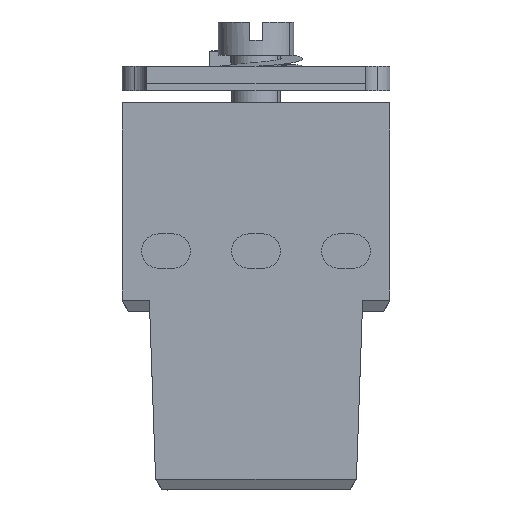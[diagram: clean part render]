
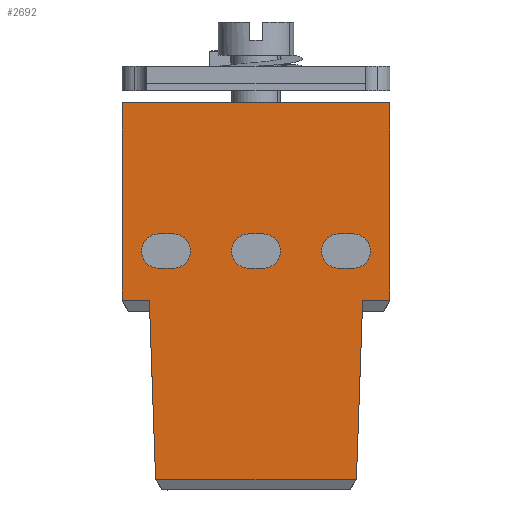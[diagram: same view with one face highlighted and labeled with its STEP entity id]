
A CAD part, front view. The second image highlights one B-rep face of the part: STEP entity #2692.
In plain terms, the highlighted planar face has unit normal (0, -1, 0).
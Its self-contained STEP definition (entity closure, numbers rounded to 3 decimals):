
#1308=AXIS2_PLACEMENT_3D('Circle Axis2P3D',#1306,#1307,$) ;
#1361=AXIS2_PLACEMENT_3D('Circle Axis2P3D',#1359,#1360,$) ;
#1427=AXIS2_PLACEMENT_3D('Circle Axis2P3D',#1425,#1426,$) ;
#1475=AXIS2_PLACEMENT_3D('Circle Axis2P3D',#1473,#1474,$) ;
#1506=AXIS2_PLACEMENT_3D('Circle Axis2P3D',#1504,#1505,$) ;
#1572=AXIS2_PLACEMENT_3D('Circle Axis2P3D',#1570,#1571,$) ;
#2634=AXIS2_PLACEMENT_3D('Plane Axis2P3D',#2631,#2632,#2633) ;
#691=CARTESIAN_POINT('Vertex',(0.,1.85,31.6)) ;
#694=CARTESIAN_POINT('Line Origine',(10.925,1.85,31.6)) ;
#698=CARTESIAN_POINT('Vertex',(21.85,1.85,31.6)) ;
#1261=CARTESIAN_POINT('Vertex',(18.875,1.85,20.9)) ;
#1266=CARTESIAN_POINT('Line Origine',(18.275,1.85,20.9)) ;
#1270=CARTESIAN_POINT('Vertex',(17.675,1.85,20.9)) ;
#1301=CARTESIAN_POINT('Vertex',(18.875,1.85,18.1)) ;
#1306=CARTESIAN_POINT('Axis2P3D Location',(18.875,1.85,19.5)) ;
#1332=CARTESIAN_POINT('Vertex',(17.675,1.85,18.1)) ;
#1337=CARTESIAN_POINT('Line Origine',(18.275,1.85,18.1)) ;
#1359=CARTESIAN_POINT('Axis2P3D Location',(17.675,1.85,19.5)) ;
#1380=CARTESIAN_POINT('Vertex',(11.525,1.85,20.9)) ;
#1385=CARTESIAN_POINT('Line Origine',(10.925,1.85,20.9)) ;
#1389=CARTESIAN_POINT('Vertex',(10.325,1.85,20.9)) ;
#1420=CARTESIAN_POINT('Vertex',(11.525,1.85,18.1)) ;
#1425=CARTESIAN_POINT('Axis2P3D Location',(11.525,1.85,19.5)) ;
#1446=CARTESIAN_POINT('Vertex',(10.325,1.85,18.1)) ;
#1451=CARTESIAN_POINT('Line Origine',(10.925,1.85,18.1)) ;
#1473=CARTESIAN_POINT('Axis2P3D Location',(10.325,1.85,19.5)) ;
#1499=CARTESIAN_POINT('Vertex',(4.175,1.85,18.1)) ;
#1504=CARTESIAN_POINT('Axis2P3D Location',(4.175,1.85,19.5)) ;
#1508=CARTESIAN_POINT('Vertex',(4.175,1.85,20.9)) ;
#1534=CARTESIAN_POINT('Vertex',(2.975,1.85,18.1)) ;
#1539=CARTESIAN_POINT('Line Origine',(3.575,1.85,18.1)) ;
#1565=CARTESIAN_POINT('Vertex',(2.975,1.85,20.9)) ;
#1570=CARTESIAN_POINT('Axis2P3D Location',(2.975,1.85,19.5)) ;
#1587=CARTESIAN_POINT('Line Origine',(3.575,1.85,20.9)) ;
#1612=CARTESIAN_POINT('Vertex',(2.76,1.85,0.866)) ;
#1627=CARTESIAN_POINT('Vertex',(19.09,1.85,0.866)) ;
#1630=CARTESIAN_POINT('Line Origine',(10.925,1.85,0.866)) ;
#2412=CARTESIAN_POINT('Vertex',(0.,1.85,15.466)) ;
#2415=CARTESIAN_POINT('Line Origine',(0.,1.85,15.983)) ;
#2419=CARTESIAN_POINT('Vertex',(0.,1.85,16.5)) ;
#2423=CARTESIAN_POINT('Control Point',(0.,1.85,31.6)) ;
#2424=CARTESIAN_POINT('Control Point',(0.,1.85,16.5)) ;
#2457=CARTESIAN_POINT('Control Point',(21.85,1.85,16.5)) ;
#2458=CARTESIAN_POINT('Control Point',(21.85,1.85,31.6)) ;
#2459=CARTESIAN_POINT('Vertex',(21.85,1.85,16.5)) ;
#2462=CARTESIAN_POINT('Line Origine',(21.85,1.85,15.983)) ;
#2466=CARTESIAN_POINT('Vertex',(21.85,1.85,15.466)) ;
#2559=CARTESIAN_POINT('Control Point',(2.76,1.85,0.866)) ;
#2560=CARTESIAN_POINT('Control Point',(2.728,1.85,0.922)) ;
#2561=CARTESIAN_POINT('Vertex',(2.728,1.85,0.922)) ;
#2598=CARTESIAN_POINT('Control Point',(19.09,1.85,0.866)) ;
#2599=CARTESIAN_POINT('Control Point',(19.122,1.85,0.922)) ;
#2600=CARTESIAN_POINT('Vertex',(19.122,1.85,0.922)) ;
#2631=CARTESIAN_POINT('Axis2P3D Location',(3.575,1.85,-2.25)) ;
#2636=CARTESIAN_POINT('Line Origine',(1.11,1.85,15.466)) ;
#2640=CARTESIAN_POINT('Vertex',(2.22,1.85,15.466)) ;
#2643=CARTESIAN_POINT('Line Origine',(2.474,1.85,8.194)) ;
#2648=CARTESIAN_POINT('Line Origine',(19.376,1.85,8.194)) ;
#2652=CARTESIAN_POINT('Vertex',(19.63,1.85,15.466)) ;
#2655=CARTESIAN_POINT('Line Origine',(20.74,1.85,15.466)) ;
#695=DIRECTION('Vector Direction',(1.,0.,0.)) ;
#1267=DIRECTION('Vector Direction',(-1.,0.,0.)) ;
#1307=DIRECTION('Axis2P3D Direction',(-0.,-1.,0.)) ;
#1338=DIRECTION('Vector Direction',(1.,0.,0.)) ;
#1360=DIRECTION('Axis2P3D Direction',(-0.,-1.,0.)) ;
#1386=DIRECTION('Vector Direction',(-1.,0.,0.)) ;
#1426=DIRECTION('Axis2P3D Direction',(-0.,-1.,0.)) ;
#1452=DIRECTION('Vector Direction',(1.,0.,0.)) ;
#1474=DIRECTION('Axis2P3D Direction',(-0.,-1.,0.)) ;
#1505=DIRECTION('Axis2P3D Direction',(-0.,-1.,0.)) ;
#1540=DIRECTION('Vector Direction',(1.,0.,0.)) ;
#1571=DIRECTION('Axis2P3D Direction',(-0.,-1.,0.)) ;
#1588=DIRECTION('Vector Direction',(-1.,0.,0.)) ;
#1631=DIRECTION('Vector Direction',(1.,0.,0.)) ;
#2416=DIRECTION('Vector Direction',(0.,0.,-1.)) ;
#2463=DIRECTION('Vector Direction',(0.,0.,-1.)) ;
#2632=DIRECTION('Axis2P3D Direction',(0.,-1.,0.)) ;
#2633=DIRECTION('Axis2P3D XDirection',(0.,0.,1.)) ;
#2637=DIRECTION('Vector Direction',(1.,0.,0.)) ;
#2644=DIRECTION('Vector Direction',(-0.035,0.,0.999)) ;
#2649=DIRECTION('Vector Direction',(0.035,0.,0.999)) ;
#2656=DIRECTION('Vector Direction',(1.,0.,0.)) ;
#696=VECTOR('Line Direction',#695,1.) ;
#1268=VECTOR('Line Direction',#1267,1.) ;
#1339=VECTOR('Line Direction',#1338,1.) ;
#1387=VECTOR('Line Direction',#1386,1.) ;
#1453=VECTOR('Line Direction',#1452,1.) ;
#1541=VECTOR('Line Direction',#1540,1.) ;
#1589=VECTOR('Line Direction',#1588,1.) ;
#1632=VECTOR('Line Direction',#1631,1.) ;
#2417=VECTOR('Line Direction',#2416,1.) ;
#2464=VECTOR('Line Direction',#2463,1.) ;
#2638=VECTOR('Line Direction',#2637,1.) ;
#2645=VECTOR('Line Direction',#2644,1.) ;
#2650=VECTOR('Line Direction',#2649,1.) ;
#2657=VECTOR('Line Direction',#2656,1.) ;
#2661=ORIENTED_EDGE('',*,*,#2425,.F.) ;
#2662=ORIENTED_EDGE('',*,*,#2421,.T.) ;
#2663=ORIENTED_EDGE('',*,*,#2642,.T.) ;
#2664=ORIENTED_EDGE('',*,*,#2647,.F.) ;
#2665=ORIENTED_EDGE('',*,*,#2563,.F.) ;
#2666=ORIENTED_EDGE('',*,*,#1634,.F.) ;
#2667=ORIENTED_EDGE('',*,*,#2602,.F.) ;
#2668=ORIENTED_EDGE('',*,*,#2654,.F.) ;
#2669=ORIENTED_EDGE('',*,*,#2659,.F.) ;
#2670=ORIENTED_EDGE('',*,*,#2468,.F.) ;
#2671=ORIENTED_EDGE('',*,*,#2461,.F.) ;
#2672=ORIENTED_EDGE('',*,*,#700,.T.) ;
#2675=ORIENTED_EDGE('',*,*,#1272,.F.) ;
#2676=ORIENTED_EDGE('',*,*,#1310,.F.) ;
#2677=ORIENTED_EDGE('',*,*,#1341,.F.) ;
#2678=ORIENTED_EDGE('',*,*,#1363,.F.) ;
#2681=ORIENTED_EDGE('',*,*,#1455,.F.) ;
#2682=ORIENTED_EDGE('',*,*,#1477,.F.) ;
#2683=ORIENTED_EDGE('',*,*,#1391,.F.) ;
#2684=ORIENTED_EDGE('',*,*,#1429,.F.) ;
#2687=ORIENTED_EDGE('',*,*,#1543,.F.) ;
#2688=ORIENTED_EDGE('',*,*,#1574,.F.) ;
#2689=ORIENTED_EDGE('',*,*,#1591,.F.) ;
#2690=ORIENTED_EDGE('',*,*,#1510,.F.) ;
#2679=FACE_BOUND('',#2674,.T.) ;
#2685=FACE_BOUND('',#2680,.T.) ;
#2691=FACE_BOUND('',#2686,.T.) ;
#2692=ADVANCED_FACE('Hauptk\X2\00F6\X0\rper',(#2673,#2679,#2685,#2691),#2635,.T.) ;
#2422=B_SPLINE_CURVE_WITH_KNOTS('',1,(#2423,#2424),.UNSPECIFIED.,.F.,.U.,(2,2),(1.55,16.65),.UNSPECIFIED.) ;
#2456=B_SPLINE_CURVE_WITH_KNOTS('',1,(#2457,#2458),.UNSPECIFIED.,.F.,.U.,(2,2),(18.75,33.85),.UNSPECIFIED.) ;
#2558=B_SPLINE_CURVE_WITH_KNOTS('',1,(#2559,#2560),.UNSPECIFIED.,.F.,.U.,(2,2),(-0.032,0.032),.UNSPECIFIED.) ;
#2597=B_SPLINE_CURVE_WITH_KNOTS('',1,(#2598,#2599),.UNSPECIFIED.,.F.,.U.,(2,2),(-0.032,0.032),.UNSPECIFIED.) ;
#1309=CIRCLE('generated circle',#1308,1.4) ;
#1362=CIRCLE('generated circle',#1361,1.4) ;
#1428=CIRCLE('generated circle',#1427,1.4) ;
#1476=CIRCLE('generated circle',#1475,1.4) ;
#1507=CIRCLE('generated circle',#1506,1.4) ;
#1573=CIRCLE('generated circle',#1572,1.4) ;
#700=EDGE_CURVE('',#699,#692,#697,.F.) ;
#1272=EDGE_CURVE('',#1262,#1271,#1269,.T.) ;
#1310=EDGE_CURVE('',#1302,#1262,#1309,.T.) ;
#1341=EDGE_CURVE('',#1333,#1302,#1340,.T.) ;
#1363=EDGE_CURVE('',#1271,#1333,#1362,.T.) ;
#1391=EDGE_CURVE('',#1381,#1390,#1388,.T.) ;
#1429=EDGE_CURVE('',#1421,#1381,#1428,.T.) ;
#1455=EDGE_CURVE('',#1447,#1421,#1454,.T.) ;
#1477=EDGE_CURVE('',#1390,#1447,#1476,.T.) ;
#1510=EDGE_CURVE('',#1500,#1509,#1507,.T.) ;
#1543=EDGE_CURVE('',#1535,#1500,#1542,.T.) ;
#1574=EDGE_CURVE('',#1566,#1535,#1573,.T.) ;
#1591=EDGE_CURVE('',#1509,#1566,#1590,.T.) ;
#1634=EDGE_CURVE('',#1628,#1613,#1633,.F.) ;
#2421=EDGE_CURVE('',#2420,#2413,#2418,.T.) ;
#2425=EDGE_CURVE('',#2420,#692,#2422,.F.) ;
#2461=EDGE_CURVE('',#699,#2460,#2456,.F.) ;
#2468=EDGE_CURVE('',#2460,#2467,#2465,.T.) ;
#2563=EDGE_CURVE('',#1613,#2562,#2558,.T.) ;
#2602=EDGE_CURVE('',#2601,#1628,#2597,.F.) ;
#2642=EDGE_CURVE('',#2413,#2641,#2639,.T.) ;
#2647=EDGE_CURVE('',#2562,#2641,#2646,.T.) ;
#2654=EDGE_CURVE('',#2653,#2601,#2651,.F.) ;
#2659=EDGE_CURVE('',#2467,#2653,#2658,.F.) ;
#2660=EDGE_LOOP('',(#2661,#2662,#2663,#2664,#2665,#2666,#2667,#2668,#2669,#2670,#2671,#2672)) ;
#2674=EDGE_LOOP('',(#2675,#2676,#2677,#2678)) ;
#2680=EDGE_LOOP('',(#2681,#2682,#2683,#2684)) ;
#2686=EDGE_LOOP('',(#2687,#2688,#2689,#2690)) ;
#2673=FACE_OUTER_BOUND('',#2660,.T.) ;
#697=LINE('Line',#694,#696) ;
#1269=LINE('Line',#1266,#1268) ;
#1340=LINE('Line',#1337,#1339) ;
#1388=LINE('Line',#1385,#1387) ;
#1454=LINE('Line',#1451,#1453) ;
#1542=LINE('Line',#1539,#1541) ;
#1590=LINE('Line',#1587,#1589) ;
#1633=LINE('Line',#1630,#1632) ;
#2418=LINE('Line',#2415,#2417) ;
#2465=LINE('Line',#2462,#2464) ;
#2639=LINE('Line',#2636,#2638) ;
#2646=LINE('Line',#2643,#2645) ;
#2651=LINE('Line',#2648,#2650) ;
#2658=LINE('Line',#2655,#2657) ;
#2635=PLANE('',#2634) ;
#692=VERTEX_POINT('',#691) ;
#699=VERTEX_POINT('',#698) ;
#1262=VERTEX_POINT('',#1261) ;
#1271=VERTEX_POINT('',#1270) ;
#1302=VERTEX_POINT('',#1301) ;
#1333=VERTEX_POINT('',#1332) ;
#1381=VERTEX_POINT('',#1380) ;
#1390=VERTEX_POINT('',#1389) ;
#1421=VERTEX_POINT('',#1420) ;
#1447=VERTEX_POINT('',#1446) ;
#1500=VERTEX_POINT('',#1499) ;
#1509=VERTEX_POINT('',#1508) ;
#1535=VERTEX_POINT('',#1534) ;
#1566=VERTEX_POINT('',#1565) ;
#1613=VERTEX_POINT('',#1612) ;
#1628=VERTEX_POINT('',#1627) ;
#2413=VERTEX_POINT('',#2412) ;
#2420=VERTEX_POINT('',#2419) ;
#2460=VERTEX_POINT('',#2459) ;
#2467=VERTEX_POINT('',#2466) ;
#2562=VERTEX_POINT('',#2561) ;
#2601=VERTEX_POINT('',#2600) ;
#2641=VERTEX_POINT('',#2640) ;
#2653=VERTEX_POINT('',#2652) ;
